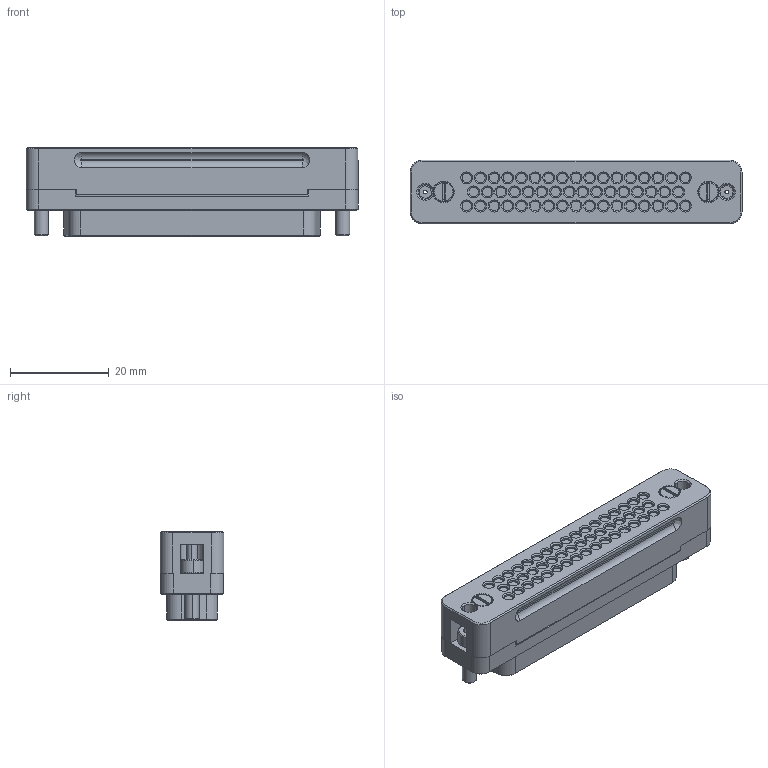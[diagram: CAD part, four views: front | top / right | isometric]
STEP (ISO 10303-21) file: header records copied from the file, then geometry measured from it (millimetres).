
FILE_DESCRIPTION (( 'STEP AP203' ), '1' );
FILE_NAME ('100470.stp', '2014-11-19T20:17:57', ( '' ), ( '' ), 'SwSTEP 2.0', 'SolidWorks 2012', '' );
FILE_SCHEMA (( 'CONFIG_CONTROL_DESIGN' ));
Length unit declared in the file: centimetre
Products named in the file (1): 100470
Bounding box: 67.31 x 12.95 x 18.03 mm (x, y, z)
Volume: 13096.6 mm3; surface area: 5747.1 mm2
Topology: 1 solids, 1 shells, 737 faces, 1586 edges, 962 vertices
Faces by surface type: cylinder 260, cone 252, plane 187, bspline 38
Entity records: 23542 total; most frequent: CARTESIAN_POINT 7121, DIRECTION 3695, ORIENTED_EDGE 3164, EDGE_CURVE 1582, AXIS2_PLACEMENT_3D 1504, VERTEX_POINT 960, EDGE_LOOP 862, CIRCLE 804
